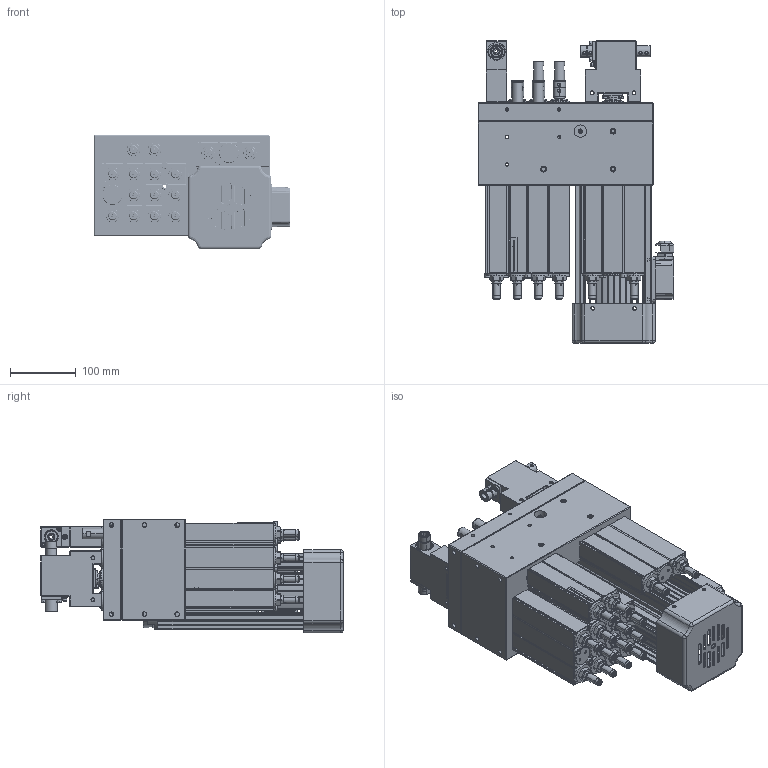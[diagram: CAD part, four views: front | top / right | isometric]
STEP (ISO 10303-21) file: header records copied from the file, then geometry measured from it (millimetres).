
FILE_DESCRIPTION (( 'STEP AP214' ), '1' );
FILE_NAME ('×°ÅäÌå14.STEP', '2024-07-02T06:20:25', ( 'Sysceo.com' ), ( '' ), 'SwSTEP 2.0', 'SolidWorks 2018', '' );
FILE_SCHEMA (( 'AUTOMOTIVE_DESIGN' ));
Length unit declared in the file: millimetre
Products named in the file (2): 蚾饜极14
Bounding box: 298.9 x 461.5 x 173.5 mm (x, y, z)
Surface area: 982179.2 mm2 (no closed solid volume)
Topology: 0 solids, 241 shells, 2586 faces, 11647 edges, 9108 vertices
Faces by surface type: plane 1074, cylinder 1060, cone 294, torus 109, bspline 49
Entity records: 164366 total; most frequent: CARTESIAN_POINT 44942, DIRECTION 18149, ORIENTED_EDGE 16574, EDGE_CURVE 11613, VERTEX_POINT 9078, VECTOR 6505, LINE 6505, AXIS2_PLACEMENT_3D 5822
